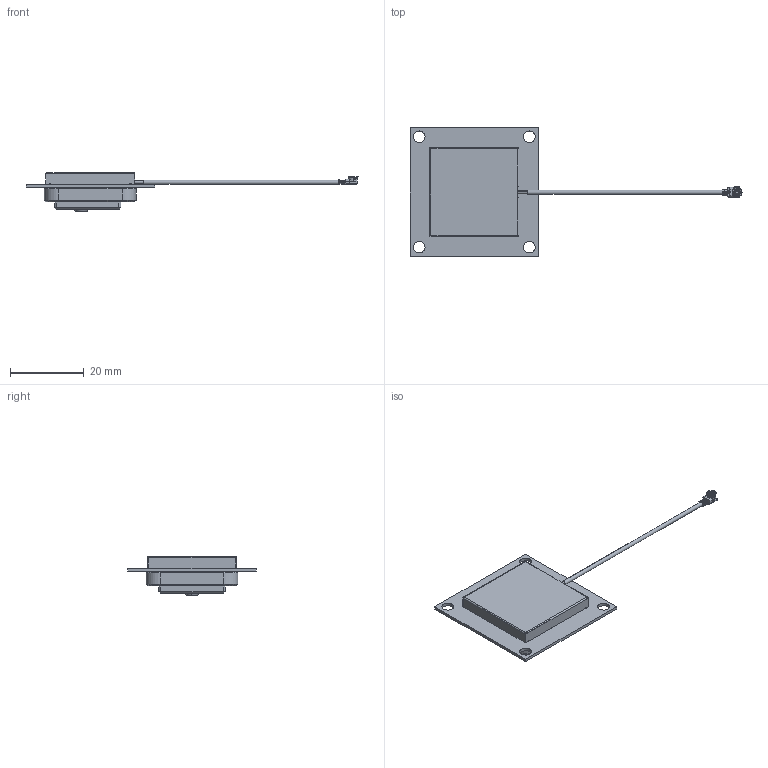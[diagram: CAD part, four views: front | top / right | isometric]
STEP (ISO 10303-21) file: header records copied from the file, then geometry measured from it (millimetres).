
FILE_DESCRIPTION (( 'STEP AP214' ), '1' );
FILE_NAME ('AGVLB256.A.07.0100AO_D01.STEP', '2024-11-14T02:31:00', ( '' ), ( '' ), 'SwSTEP 2.0', 'SolidWorks 2022', '' );
FILE_SCHEMA (( 'AUTOMOTIVE_DESIGN' ));
Length unit declared in the file: millimetre
Products named in the file (6): AGVLB256.A-Footprint-1_CMP-00131-2; 1.13 coaxial cable; 000523D010000A_Shielding Case_D01; TG240188_AGVLB256_A_07_0100AO_BOARD; STD IPEX.MHF1(113).Au; AGVLB256.A.07.0100AO_D01
Assembly tree (5 placements, depth 2):
  AGVLB256.A.07.0100AO_D01
    TG240188_AGVLB256_A_07_0100AO_BOARD
    AGVLB256.A-Footprint-1_CMP-00131-2
    000523D010000A_Shielding Case_D01
    1.13 coaxial cable
    STD IPEX.MHF1(113).Au
Bounding box: 90.35 x 35 x 10.59 mm (x, y, z)
Volume: 4273.6 mm3; surface area: 6234.2 mm2
Topology: 7 solids, 7 shells, 816 faces, 2152 edges, 1391 vertices
Faces by surface type: plane 463, bspline 180, cylinder 139, cone 32, torus 2
Entity records: 30830 total; most frequent: CARTESIAN_POINT 11196, ORIENTED_EDGE 4296, DIRECTION 3183, EDGE_CURVE 2148, LINE 1449, VECTOR 1449, VERTEX_POINT 1391, EDGE_LOOP 871
